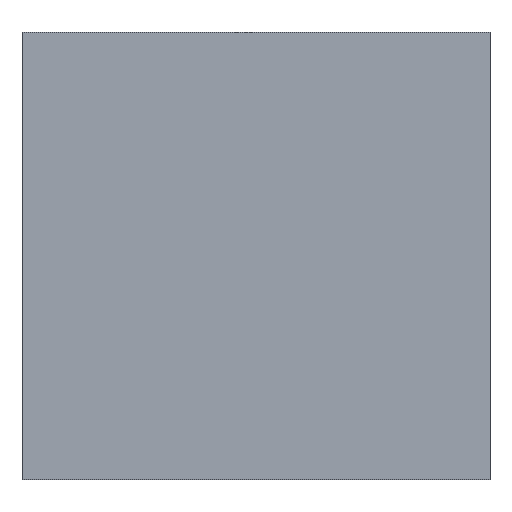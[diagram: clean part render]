
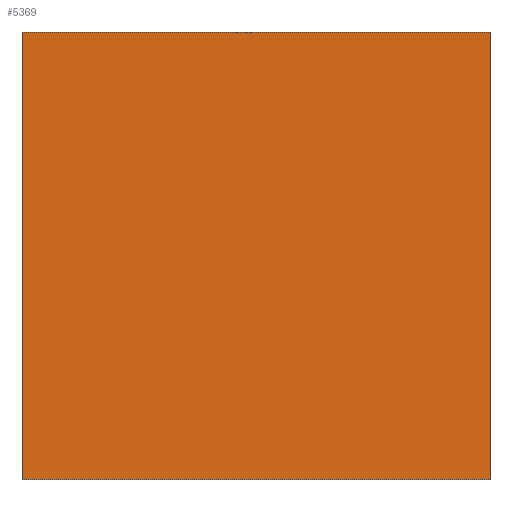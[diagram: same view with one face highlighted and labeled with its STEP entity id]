
A CAD part, top view. The second image highlights one B-rep face of the part: STEP entity #5369.
In plain terms, the highlighted planar face has unit normal (0, 0, 1).
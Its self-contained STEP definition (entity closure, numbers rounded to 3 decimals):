
#5330=CARTESIAN_POINT('',(0.,0.,2.182));
#5331=DIRECTION('',(0.0,0.0,1.0));
#5332=DIRECTION('',(-1.0,0.0,0.0));
#5333=AXIS2_PLACEMENT_3D('',#5330,#5331,#5332);
#5334=PLANE('',#5333);
#5335=CARTESIAN_POINT('',(-1.46,1.395,2.182));
#5336=VERTEX_POINT('',#5335);
#5337=CARTESIAN_POINT('',(-1.46,-1.395,2.182));
#5338=VERTEX_POINT('',#5337);
#5339=CARTESIAN_POINT('',(-1.46,1.395,2.182));
#5340=DIRECTION('',(0.0,-1.0,0.0));
#5341=VECTOR('',#5340,2.79);
#5342=LINE('',#5339,#5341);
#5343=EDGE_CURVE('',#5336,#5338,#5342,.T.);
#5344=ORIENTED_EDGE('',*,*,#5343,.T.);
#5345=CARTESIAN_POINT('',(1.46,-1.395,2.182));
#5346=VERTEX_POINT('',#5345);
#5347=CARTESIAN_POINT('',(-1.46,-1.395,2.182));
#5348=DIRECTION('',(1.0,0.0,0.0));
#5349=VECTOR('',#5348,2.92);
#5350=LINE('',#5347,#5349);
#5351=EDGE_CURVE('',#5338,#5346,#5350,.T.);
#5352=ORIENTED_EDGE('',*,*,#5351,.T.);
#5353=CARTESIAN_POINT('',(1.46,1.395,2.182));
#5354=VERTEX_POINT('',#5353);
#5355=CARTESIAN_POINT('',(1.46,-1.395,2.182));
#5356=DIRECTION('',(0.0,1.0,0.0));
#5357=VECTOR('',#5356,2.79);
#5358=LINE('',#5355,#5357);
#5359=EDGE_CURVE('',#5346,#5354,#5358,.T.);
#5360=ORIENTED_EDGE('',*,*,#5359,.T.);
#5361=CARTESIAN_POINT('',(1.46,1.395,2.182));
#5362=DIRECTION('',(-1.0,0.0,0.0));
#5363=VECTOR('',#5362,2.92);
#5364=LINE('',#5361,#5363);
#5365=EDGE_CURVE('',#5354,#5336,#5364,.T.);
#5366=ORIENTED_EDGE('',*,*,#5365,.T.);
#5367=EDGE_LOOP('',(#5344,#5352,#5360,#5366));
#5368=FACE_OUTER_BOUND('',#5367,.T.);
#5369=ADVANCED_FACE('',(#5368),#5334,.T.);
